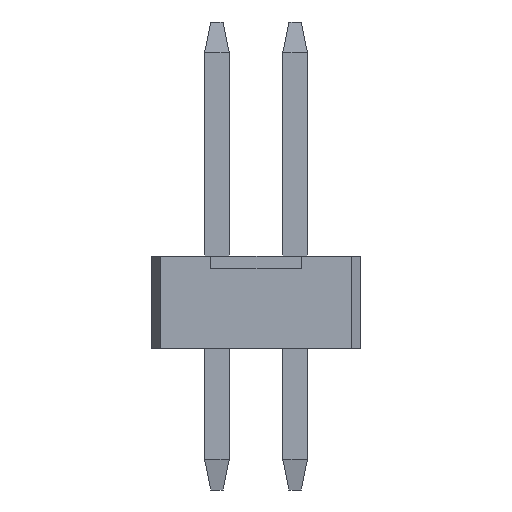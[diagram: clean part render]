
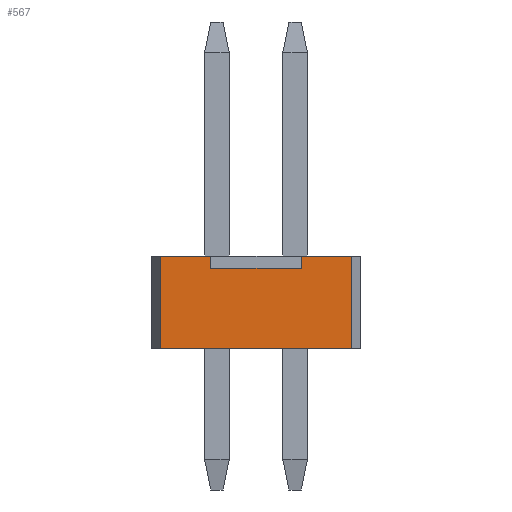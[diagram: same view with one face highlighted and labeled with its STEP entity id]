
A CAD part, left-side view. The second image highlights one B-rep face of the part: STEP entity #567.
In plain terms, the highlighted planar face has unit normal (-1, 0, 0).
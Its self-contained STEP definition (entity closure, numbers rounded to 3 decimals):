
#567 = ADVANCED_FACE( '', ( #1110 ), #1111, .T. );
#1110 = FACE_OUTER_BOUND( '', #1698, .T. );
#1111 = PLANE( '', #1699 );
#1698 = EDGE_LOOP( '', ( #2891, #2892, #2893, #2894, #2895, #2896, #2897, #2898 ) );
#1699 = AXIS2_PLACEMENT_3D( '', #2899, #2900, #2901 );
#2891 = ORIENTED_EDGE( '', *, *, #4347, .T. );
#2892 = ORIENTED_EDGE( '', *, *, #4348, .F. );
#2893 = ORIENTED_EDGE( '', *, *, #4306, .T. );
#2894 = ORIENTED_EDGE( '', *, *, #4244, .T. );
#2895 = ORIENTED_EDGE( '', *, *, #4349, .T. );
#2896 = ORIENTED_EDGE( '', *, *, #3869, .F. );
#2897 = ORIENTED_EDGE( '', *, *, #4198, .F. );
#2898 = ORIENTED_EDGE( '', *, *, #4350, .T. );
#2899 = CARTESIAN_POINT( '', ( -5.08, -1.7, -0.75 ) );
#2900 = DIRECTION( '', ( -1., 0., 0. ) );
#2901 = DIRECTION( '', ( 0., 0., 1. ) );
#3869 = EDGE_CURVE( '', #4618, #4619, #4620, .T. );
#4198 = EDGE_CURVE( '', #5164, #4618, #5166, .T. );
#4244 = EDGE_CURVE( '', #5247, #5244, #5248, .T. );
#4306 = EDGE_CURVE( '', #5335, #5247, #5338, .T. );
#4347 = EDGE_CURVE( '', #5390, #5391, #5392, .T. );
#4348 = EDGE_CURVE( '', #5335, #5391, #5393, .T. );
#4349 = EDGE_CURVE( '', #5244, #4619, #5394, .T. );
#4350 = EDGE_CURVE( '', #5164, #5390, #5395, .T. );
#4618 = VERTEX_POINT( '', #5724 );
#4619 = VERTEX_POINT( '', #5725 );
#4620 = LINE( '', #5726, #5727 );
#5164 = VERTEX_POINT( '', #6539 );
#5166 = LINE( '', #6542, #6543 );
#5244 = VERTEX_POINT( '', #6664 );
#5247 = VERTEX_POINT( '', #6668 );
#5248 = LINE( '', #6669, #6670 );
#5335 = VERTEX_POINT( '', #6800 );
#5338 = LINE( '', #6805, #6806 );
#5390 = VERTEX_POINT( '', #6886 );
#5391 = VERTEX_POINT( '', #6887 );
#5392 = LINE( '', #6888, #6889 );
#5393 = LINE( '', #6890, #6891 );
#5394 = LINE( '', #6892, #6893 );
#5395 = LINE( '', #6894, #6895 );
#5724 = CARTESIAN_POINT( '', ( -5.08, 1.55, -0.75 ) );
#5725 = CARTESIAN_POINT( '', ( -5.08, 1.55, 0.75 ) );
#5726 = CARTESIAN_POINT( '', ( -5.08, 1.55, -10.303 ) );
#5727 = VECTOR( '', #7352, 1000. );
#6539 = CARTESIAN_POINT( '', ( -5.08, -1.55, -0.75 ) );
#6542 = CARTESIAN_POINT( '', ( -5.08, -1.7, -0.75 ) );
#6543 = VECTOR( '', #7622, 1000. );
#6664 = CARTESIAN_POINT( '', ( -5.08, 0.735, 0.75 ) );
#6668 = CARTESIAN_POINT( '', ( -5.08, 0.735, 0.55 ) );
#6669 = CARTESIAN_POINT( '', ( -5.08, 0.735, 0.55 ) );
#6670 = VECTOR( '', #7667, 1000. );
#6800 = CARTESIAN_POINT( '', ( -5.08, -0.735, 0.55 ) );
#6805 = CARTESIAN_POINT( '', ( -5.08, -0.735, 0.55 ) );
#6806 = VECTOR( '', #7713, 1000. );
#6886 = CARTESIAN_POINT( '', ( -5.08, -1.55, 0.75 ) );
#6887 = CARTESIAN_POINT( '', ( -5.08, -0.735, 0.75 ) );
#6888 = CARTESIAN_POINT( '', ( -5.08, -1.7, 0.75 ) );
#6889 = VECTOR( '', #7742, 1000. );
#6890 = CARTESIAN_POINT( '', ( -5.08, -0.735, 0.55 ) );
#6891 = VECTOR( '', #7743, 1000. );
#6892 = CARTESIAN_POINT( '', ( -5.08, -1.7, 0.75 ) );
#6893 = VECTOR( '', #7744, 1000. );
#6894 = CARTESIAN_POINT( '', ( -5.08, -1.55, -10.303 ) );
#6895 = VECTOR( '', #7745, 1000. );
#7352 = DIRECTION( '', ( 0., 0., 1. ) );
#7622 = DIRECTION( '', ( 0., 1., 0. ) );
#7667 = DIRECTION( '', ( 0., 0., 1. ) );
#7713 = DIRECTION( '', ( 0., 1., 0. ) );
#7742 = DIRECTION( '', ( 0., 1., 0. ) );
#7743 = DIRECTION( '', ( 0., 0., 1. ) );
#7744 = DIRECTION( '', ( 0., 1., 0. ) );
#7745 = DIRECTION( '', ( 0., 0., 1. ) );
